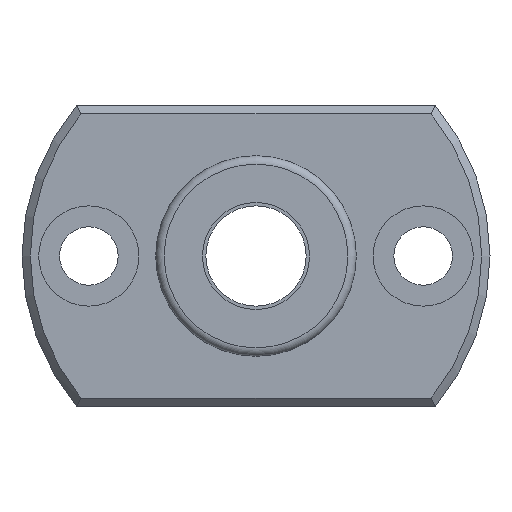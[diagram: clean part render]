
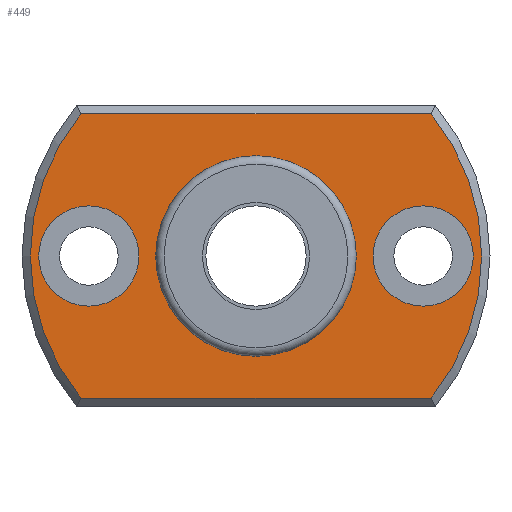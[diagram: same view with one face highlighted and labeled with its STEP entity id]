
A CAD part, left-side view. The second image highlights one B-rep face of the part: STEP entity #449.
In plain terms, the highlighted planar face has unit normal (-1, 0, 0).
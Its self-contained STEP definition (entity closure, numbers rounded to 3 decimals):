
#40=LINE('',#750,#52);
#41=LINE('',#755,#53);
#52=VECTOR('',#610,1000.);
#53=VECTOR('',#613,1000.);
#60=PLANE('',#509);
#102=ORIENTED_EDGE('',*,*,#198,.T.);
#103=ORIENTED_EDGE('',*,*,#199,.T.);
#104=ORIENTED_EDGE('',*,*,#200,.T.);
#105=ORIENTED_EDGE('',*,*,#201,.T.);
#106=ORIENTED_EDGE('',*,*,#202,.T.);
#107=ORIENTED_EDGE('',*,*,#203,.T.);
#108=ORIENTED_EDGE('',*,*,#179,.F.);
#179=EDGE_CURVE('',#231,#231,#271,.F.);
#198=EDGE_CURVE('',#246,#247,#40,.T.);
#199=EDGE_CURVE('',#247,#248,#282,.F.);
#200=EDGE_CURVE('',#248,#249,#41,.T.);
#201=EDGE_CURVE('',#249,#246,#283,.F.);
#202=EDGE_CURVE('',#250,#250,#284,.T.);
#203=EDGE_CURVE('',#251,#251,#285,.T.);
#231=VERTEX_POINT('',#707);
#246=VERTEX_POINT('',#751);
#247=VERTEX_POINT('',#752);
#248=VERTEX_POINT('',#754);
#249=VERTEX_POINT('',#756);
#250=VERTEX_POINT('',#759);
#251=VERTEX_POINT('',#761);
#271=CIRCLE('',#489,6.);
#282=CIRCLE('',#510,13.5);
#283=CIRCLE('',#511,13.5);
#284=CIRCLE('',#512,3.);
#285=CIRCLE('',#513,3.);
#318=EDGE_LOOP('',(#102,#103,#104,#105));
#319=EDGE_LOOP('',(#106));
#320=EDGE_LOOP('',(#107));
#321=EDGE_LOOP('',(#108));
#380=FACE_BOUND('',#318,.T.);
#381=FACE_BOUND('',#319,.T.);
#382=FACE_BOUND('',#320,.T.);
#383=FACE_BOUND('',#321,.T.);
#449=ADVANCED_FACE('',(#380,#381,#382,#383),#60,.F.);
#489=AXIS2_PLACEMENT_3D('',#706,#560,#561);
#509=AXIS2_PLACEMENT_3D('',#749,#608,#609);
#510=AXIS2_PLACEMENT_3D('',#753,#611,#612);
#511=AXIS2_PLACEMENT_3D('',#757,#614,#615);
#512=AXIS2_PLACEMENT_3D('',#758,#616,#617);
#513=AXIS2_PLACEMENT_3D('',#760,#618,#619);
#560=DIRECTION('',(1.,0.,0.));
#561=DIRECTION('',(0.,0.,-1.));
#608=DIRECTION('',(1.,0.,0.));
#609=DIRECTION('',(0.,0.,-1.));
#610=DIRECTION('',(0.,1.,0.));
#611=DIRECTION('',(1.,0.,0.));
#612=DIRECTION('',(0.,0.,-1.));
#613=DIRECTION('',(0.,-1.,0.));
#614=DIRECTION('',(1.,0.,0.));
#615=DIRECTION('',(0.,0.,-1.));
#616=DIRECTION('',(1.,0.,0.));
#617=DIRECTION('',(0.,0.,-1.));
#618=DIRECTION('',(1.,0.,0.));
#619=DIRECTION('',(0.,0.,-1.));
#706=CARTESIAN_POINT('',(-10.,0.,0.));
#707=CARTESIAN_POINT('',(-10.,0.,-6.));
#749=CARTESIAN_POINT('',(-10.,0.,0.));
#750=CARTESIAN_POINT('',(-10.,10.724,8.5));
#751=CARTESIAN_POINT('',(-10.,-10.488,8.5));
#752=CARTESIAN_POINT('',(-10.,10.488,8.5));
#753=CARTESIAN_POINT('',(-10.,0.,0.));
#754=CARTESIAN_POINT('',(-10.,10.488,-8.5));
#755=CARTESIAN_POINT('',(-10.,-10.724,-8.5));
#756=CARTESIAN_POINT('',(-10.,-10.488,-8.5));
#757=CARTESIAN_POINT('',(-10.,0.,0.));
#758=CARTESIAN_POINT('',(-10.,-10.,0.));
#759=CARTESIAN_POINT('',(-10.,-10.,-3.));
#760=CARTESIAN_POINT('',(-10.,10.,0.));
#761=CARTESIAN_POINT('',(-10.,10.,-3.));
